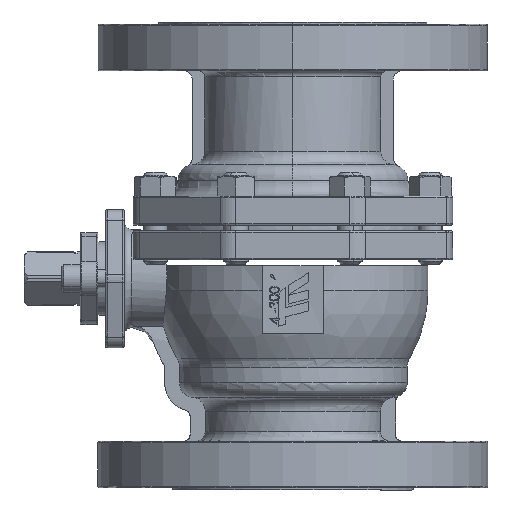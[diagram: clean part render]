
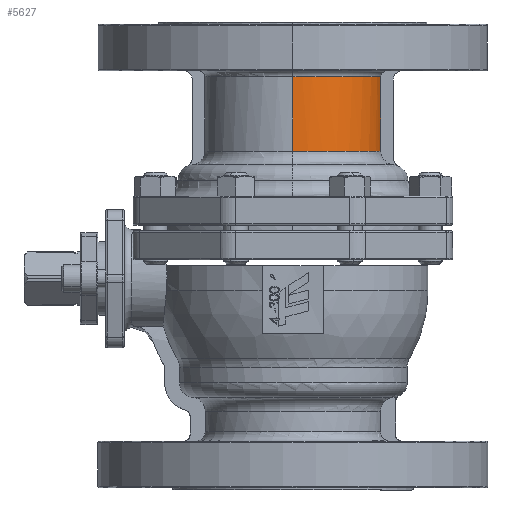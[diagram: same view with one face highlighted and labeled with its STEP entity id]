
A CAD part, left-side view. The second image highlights one B-rep face of the part: STEP entity #5627.
In plain terms, the highlighted cylindrical face has radius 58 mm (diameter 116 mm), a partial arc.
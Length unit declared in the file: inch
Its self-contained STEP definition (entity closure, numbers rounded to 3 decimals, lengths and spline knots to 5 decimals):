
#271 = VERTEX_POINT ( 'NONE', #36110 ) ;
#420 = CARTESIAN_POINT ( 'NONE',  ( -0.99631, -2.05905, 5.17323 ) ) ;
#1838 = CARTESIAN_POINT ( 'NONE',  ( -1.82291, -1.38178, 3.27143 ) ) ;
#2346 = EDGE_CURVE ( 'NONE', #22222, #271, #13860, .T. ) ;
#4604 = CARTESIAN_POINT ( 'NONE',  ( -0.87297, -2.1143, 3.27143 ) ) ;
#4672 = CARTESIAN_POINT ( 'NONE',  ( -1.55134, -1.68097, 5.17323 ) ) ;
#5114 = CARTESIAN_POINT ( 'NONE',  ( -2.22415, -0.53431, 3.27143 ) ) ;
#5609 = CARTESIAN_POINT ( 'NONE',  ( -2.27153, -0.26926, 3.27143 ) ) ;
#5627 = ADVANCED_FACE ( 'NONE', ( #29465 ), #44973, .T. ) ;
#7761 = ORIENTED_EDGE ( 'NONE', *, *, #19518, .T. ) ;
#8417 = CARTESIAN_POINT ( 'NONE',  ( -1.34307, -1.85162, 3.27143 ) ) ;
#8491 = CARTESIAN_POINT ( 'NONE',  ( -2.28346, 0., 4.5393 ) ) ;
#8746 = CARTESIAN_POINT ( 'NONE',  ( -1.34307, -1.85162, 5.17323 ) ) ;
#11545 = CARTESIAN_POINT ( 'NONE',  ( -1.64791, -1.58642, 5.17323 ) ) ;
#12279 = CARTESIAN_POINT ( 'NONE',  ( -0.48733, -2.23492, 5.17323 ) ) ;
#12457 = CARTESIAN_POINT ( 'NONE',  ( -0.61847, -2.20223, 3.27143 ) ) ;
#12528 = CARTESIAN_POINT ( 'NONE',  ( -2.28346, 0., 3.90537 ) ) ;
#12532 = CARTESIAN_POINT ( 'NONE',  ( -0.35433, -2.25581, 5.17323 ) ) ;
#13860 = B_SPLINE_CURVE_WITH_KNOTS ( 'NONE', 3,
 ( #36890, #14612, #16726, #44785 ),
 .UNSPECIFIED., .F., .F.,
 ( 4, 4 ),
 ( 0., 1. ),
 .UNSPECIFIED. ) ;
#13865 = CARTESIAN_POINT ( 'NONE',  ( -2.28346, 0., 5.17323 ) ) ;
#14612 = CARTESIAN_POINT ( 'NONE',  ( -0.35433, -2.25581, 4.5393 ) ) ;
#15303 = DIRECTION ( 'NONE',  ( -1., 0., 0. ) ) ;
#15808 = CARTESIAN_POINT ( 'NONE',  ( -2.09544, -0.91732, 5.17323 ) ) ;
#16309 = CARTESIAN_POINT ( 'NONE',  ( -0.61847, -2.20223, 5.17323 ) ) ;
#16685 = B_SPLINE_CURVE_WITH_KNOTS ( 'NONE', 3,
 ( #12532, #12279, #16309, #43445, #420, #23388, #8746, #4672, #11545, #23153, #50049, #30974, #15808, #23645, #20118, #24153, #19869, #23906 ),
 .UNSPECIFIED., .F., .F.,
 ( 4, 2, 2, 2, 2, 2, 2, 2, 4 ),
 ( 0., 0.125, 0.25, 0.375, 0.5, 0.625, 0.75, 0.875, 1. ),
 .UNSPECIFIED. ) ;
#16726 = CARTESIAN_POINT ( 'NONE',  ( -0.35433, -2.25581, 3.90537 ) ) ;
#18793 = ORIENTED_EDGE ( 'NONE', *, *, #47812, .T. ) ;
#19502 = AXIS2_PLACEMENT_3D ( 'NONE', #22895, #45969, #15303 ) ;
#19518 = EDGE_CURVE ( 'NONE', #22222, #27013, #16685, .T. ) ;
#19869 = CARTESIAN_POINT ( 'NONE',  ( -2.28346, -0.13463, 5.17323 ) ) ;
#20039 = CARTESIAN_POINT ( 'NONE',  ( -0.48733, -2.23492, 3.27143 ) ) ;
#20118 = CARTESIAN_POINT ( 'NONE',  ( -2.22415, -0.53431, 5.17323 ) ) ;
#21046 = CARTESIAN_POINT ( 'NONE',  ( -2.18871, -0.66474, 3.27143 ) ) ;
#22222 = VERTEX_POINT ( 'NONE', #35919 ) ;
#22895 = CARTESIAN_POINT ( 'NONE',  ( 0., 0., 1.01181 ) ) ;
#23153 = CARTESIAN_POINT ( 'NONE',  ( -1.82291, -1.38178, 5.17323 ) ) ;
#23388 = CARTESIAN_POINT ( 'NONE',  ( -1.23137, -1.92771, 5.17323 ) ) ;
#23638 = CARTESIAN_POINT ( 'NONE',  ( -2.28346, 0., 5.17323 ) ) ;
#23645 = CARTESIAN_POINT ( 'NONE',  ( -2.18871, -0.66474, 5.17323 ) ) ;
#23824 = CARTESIAN_POINT ( 'NONE',  ( -1.23137, -1.92771, 3.27143 ) ) ;
#23906 = CARTESIAN_POINT ( 'NONE',  ( -2.28346, 0., 5.17323 ) ) ;
#24153 = CARTESIAN_POINT ( 'NONE',  ( -2.27153, -0.26926, 5.17323 ) ) ;
#24855 = CARTESIAN_POINT ( 'NONE',  ( -2.28346, 0., 3.27143 ) ) ;
#25798 = B_SPLINE_CURVE_WITH_KNOTS ( 'NONE', 3,
 ( #24855, #40297, #5609, #5114, #21046, #36471, #43620, #43373, #1838, #32659, #48186, #8417, #23824, #39288, #4604, #12457, #20039, #35455 ),
 .UNSPECIFIED., .F., .F.,
 ( 4, 2, 2, 2, 2, 2, 2, 2, 4 ),
 ( 0., 0.125, 0.25, 0.375, 0.5, 0.625, 0.75, 0.875, 1. ),
 .UNSPECIFIED. ) ;
#27013 = VERTEX_POINT ( 'NONE', #13865 ) ;
#27109 = ORIENTED_EDGE ( 'NONE', *, *, #2346, .F. ) ;
#27203 = CARTESIAN_POINT ( 'NONE',  ( -2.28346, 0., 3.27143 ) ) ;
#29465 = FACE_OUTER_BOUND ( 'NONE', #49618, .T. ) ;
#30974 = CARTESIAN_POINT ( 'NONE',  ( -2.0376, -1.03948, 5.17323 ) ) ;
#32659 = CARTESIAN_POINT ( 'NONE',  ( -1.64791, -1.58642, 3.27143 ) ) ;
#35455 = CARTESIAN_POINT ( 'NONE',  ( -0.35433, -2.25581, 3.27143 ) ) ;
#35919 = CARTESIAN_POINT ( 'NONE',  ( -0.35433, -2.25581, 5.17323 ) ) ;
#36110 = CARTESIAN_POINT ( 'NONE',  ( -0.35433, -2.25581, 3.27143 ) ) ;
#36471 = CARTESIAN_POINT ( 'NONE',  ( -2.09544, -0.91732, 3.27143 ) ) ;
#36890 = CARTESIAN_POINT ( 'NONE',  ( -0.35433, -2.25581, 5.17323 ) ) ;
#39288 = CARTESIAN_POINT ( 'NONE',  ( -0.99631, -2.05905, 3.27143 ) ) ;
#40141 = CARTESIAN_POINT ( 'NONE',  ( -2.28346, 0., 3.27143 ) ) ;
#40297 = CARTESIAN_POINT ( 'NONE',  ( -2.28346, -0.13463, 3.27143 ) ) ;
#40328 = VERTEX_POINT ( 'NONE', #40141 ) ;
#43373 = CARTESIAN_POINT ( 'NONE',  ( -1.90134, -1.27171, 3.27143 ) ) ;
#43445 = CARTESIAN_POINT ( 'NONE',  ( -0.87297, -2.1143, 5.17323 ) ) ;
#43620 = CARTESIAN_POINT ( 'NONE',  ( -2.0376, -1.03948, 3.27143 ) ) ;
#43841 = B_SPLINE_CURVE_WITH_KNOTS ( 'NONE', 3,
 ( #23638, #8491, #12528, #27203 ),
 .UNSPECIFIED., .F., .F.,
 ( 4, 4 ),
 ( 0., 1. ),
 .UNSPECIFIED. ) ;
#44785 = CARTESIAN_POINT ( 'NONE',  ( -0.35433, -2.25581, 3.27143 ) ) ;
#44973 = CYLINDRICAL_SURFACE ( 'NONE', #19502, 2.28346 ) ;
#45969 = DIRECTION ( 'NONE',  ( 0., 0., -1. ) ) ;
#47113 = EDGE_CURVE ( 'NONE', #40328, #271, #25798, .T. ) ;
#47812 = EDGE_CURVE ( 'NONE', #27013, #40328, #43841, .T. ) ;
#48186 = CARTESIAN_POINT ( 'NONE',  ( -1.55134, -1.68097, 3.27143 ) ) ;
#48405 = ORIENTED_EDGE ( 'NONE', *, *, #47113, .T. ) ;
#49618 = EDGE_LOOP ( 'NONE', ( #48405, #27109, #7761, #18793 ) ) ;
#50049 = CARTESIAN_POINT ( 'NONE',  ( -1.90134, -1.27171, 5.17323 ) ) ;
